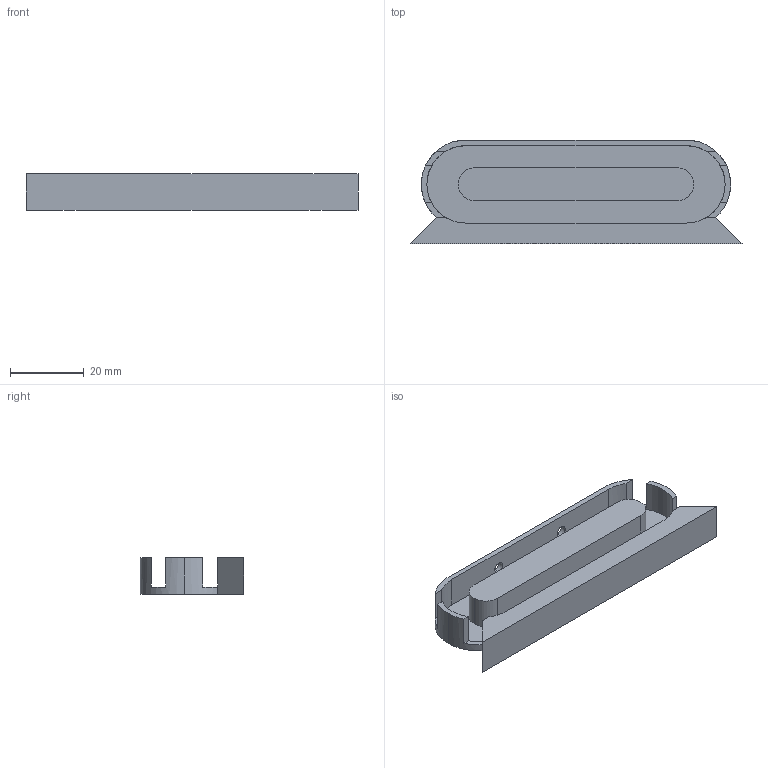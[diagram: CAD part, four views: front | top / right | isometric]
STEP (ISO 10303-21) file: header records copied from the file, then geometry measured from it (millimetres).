
FILE_DESCRIPTION (( 'STEP AP203' ), '1' );
FILE_NAME ('Belt_BedPlate.STEP_Default_sldprt.STEP', '2020-12-08T06:43:59', ( 'user' ), ( '' ), 'SwSTEP 2.0', 'SolidWorks 2020', '' );
FILE_SCHEMA (( 'CONFIG_CONTROL_DESIGN' ));
Length unit declared in the file: millimetre
Products named in the file (1): Belt_BedPlate.STEP_Default_sldprt
Bounding box: 90.16 x 28.14 x 10 mm (x, y, z)
Volume: 13482.2 mm3; surface area: 9464.9 mm2
Topology: 1 solids, 1 shells, 46 faces, 121 edges, 80 vertices
Faces by surface type: plane 29, cylinder 17
Entity records: 1522 total; most frequent: DIRECTION 263, CARTESIAN_POINT 248, ORIENTED_EDGE 242, EDGE_CURVE 121, AXIS2_PLACEMENT_3D 95, VERTEX_POINT 80, LINE 73, VECTOR 73
